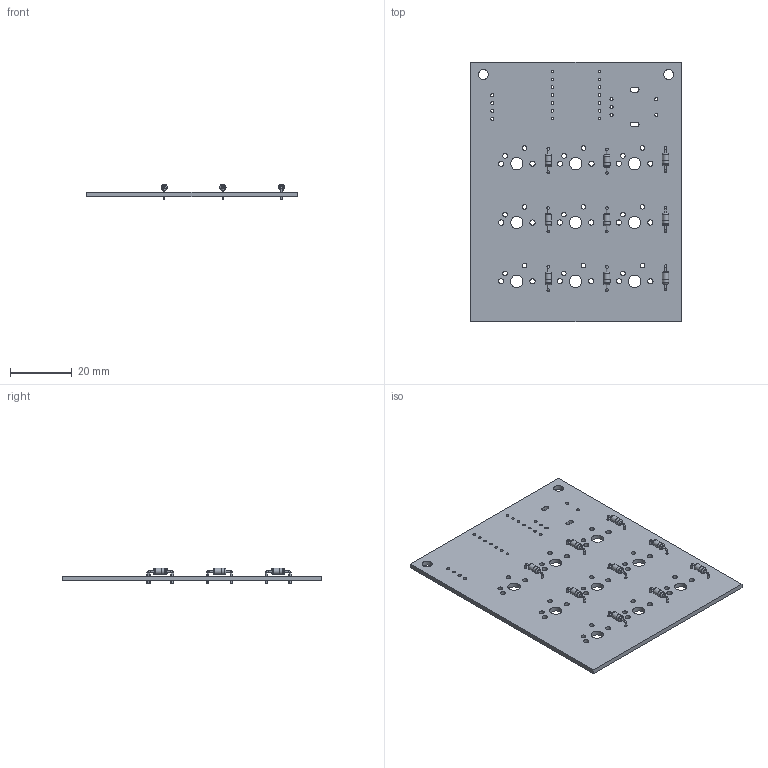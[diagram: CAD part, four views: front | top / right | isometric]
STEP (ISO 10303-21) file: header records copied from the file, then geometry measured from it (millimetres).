
FILE_DESCRIPTION(('KiCad electronic assembly'),'2;1');
FILE_NAME('Keypad.step','2026-02-06T20:16:54',('Pcbnew'),('Kicad'), 'Open CASCADE STEP processor 7.9','KiCad to STEP converter','Unknown' );
FILE_SCHEMA(('AUTOMOTIVE_DESIGN { 1 0 10303 214 1 1 1 1 }'));
Length unit declared in the file: millimetre
Products named in the file (3): Keypad 1; D_DO-35_SOD27_P7.62mm_Horizontal; Keypad_PCB
Assembly tree (10 placements, depth 2):
  Keypad 1
    D_DO-35_SOD27_P7.62mm_Horizontal  x9
    Keypad_PCB
Bounding box: 68 x 84 x 5.01 mm (x, y, z)
Volume: 8408.6 mm3; surface area: 12563.4 mm2
Topology: 19 solids, 19 shells, 246 faces, 516 edges, 326 vertices
Faces by surface type: cylinder 146, plane 64, torus 36
Full cylindrical faces by diameter (mm): 0.5 x27, 0.8 x18, 0.889 x14, 1 x9, 1.5 x18, 1.7 x18, 2 x18, 2.02 x9, 3.2 x2, 4 x9
Entity records: 4453 total; most frequent: DIRECTION 784, CARTESIAN_POINT 667, ORIENTED_EDGE 648, AXIS2_PLACEMENT_3D 331, EDGE_CURVE 324, FACE_BOUND 300, EDGE_LOOP 300, VERTEX_POINT 214
